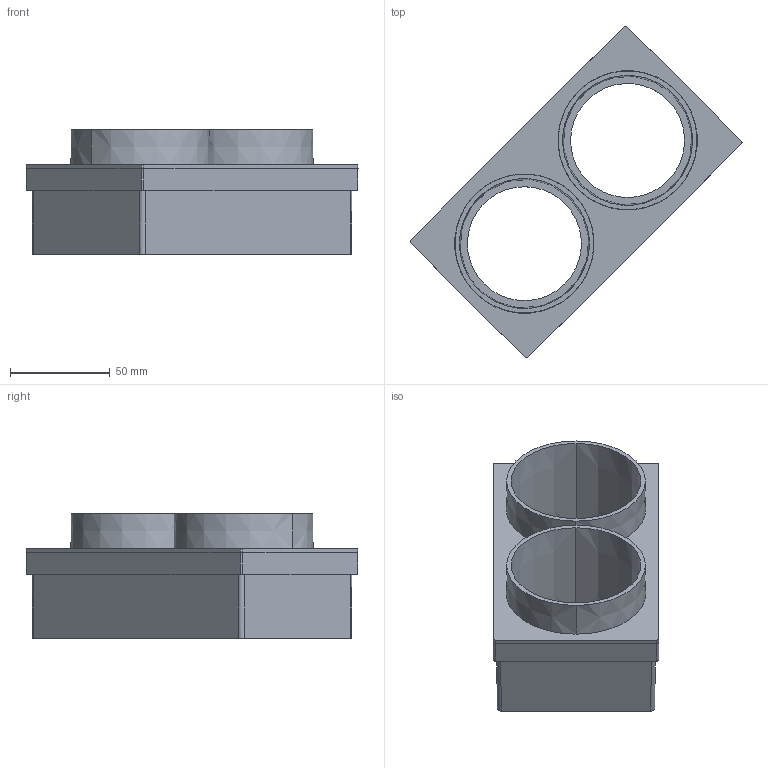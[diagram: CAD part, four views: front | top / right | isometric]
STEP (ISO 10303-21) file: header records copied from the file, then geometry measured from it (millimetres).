
FILE_DESCRIPTION(('Creo Elements/Direct Modeling STEP Export'),'2;1');
FILE_NAME('0059.0966_MF-WE63.stp','2017-07-11T17:38:59',(''),(''),'PTC Creo Elements/Direct Modeling STEP processor for AP214 (Solid Model)','PTC Creo Elements/Direct Modeling 19.0C 15-Aug-2015 (C) Parametric Technology GmbH','');
FILE_SCHEMA(('AUTOMOTIVE_DESIGN { 1 0 10303 214 1 1 1 1 }'));
Length unit declared in the file: millimetre
Products named in the file (2): Einschubadapter_2x63.1
Assembly tree (1 placements, depth 2):
  Einschubadapter_2x63.1
    Einschubadapter_2x63.1
Bounding box: 166.05 x 166.05 x 62.5 mm (x, y, z)
Volume: 103863.7 mm3; surface area: 98947.6 mm2
Topology: 1 solids, 1 shells, 64 faces, 160 edges, 106 vertices
Faces by surface type: plane 32, cylinder 20, cone 12
Entity records: 1999 total; most frequent: CARTESIAN_POINT 440, ORIENTED_EDGE 320, DIRECTION 314, EDGE_CURVE 160, AXIS2_PLACEMENT_3D 116, VERTEX_POINT 106, VECTOR 82, LINE 82
